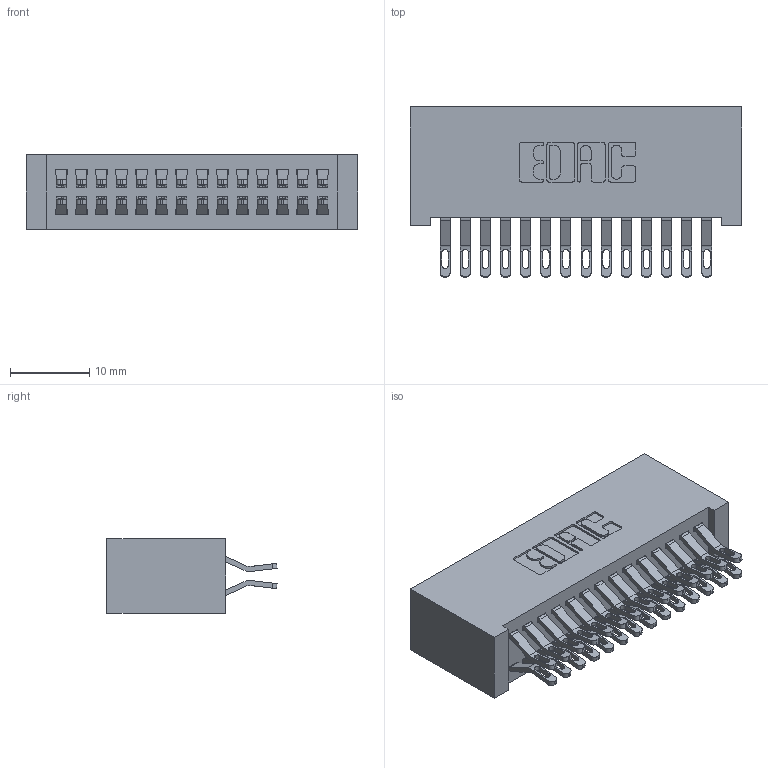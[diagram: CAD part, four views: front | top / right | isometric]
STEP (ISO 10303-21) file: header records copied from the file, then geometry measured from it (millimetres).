
FILE_DESCRIPTION (( 'STEP AP203' ), '1' );
FILE_NAME ('342-028-555-201.STEP', '2018-08-11T14:24:24', ( '' ), ( '' ), 'SwSTEP 2.0', 'SolidWorks 2016', '' );
FILE_SCHEMA (( 'CONFIG_CONTROL_DESIGN' ));
Length unit declared in the file: inch
Products named in the file (3): 342-028-555-201; 342 Part_Lugless; 345-292-001_555 Tail
Assembly tree (29 placements, depth 2):
  342-028-555-201
    342 Part_Lugless
    345-292-001_555 Tail  x28
Bounding box: 41.81 x 21.47 x 9.4 mm (x, y, z)
Volume: 4141.3 mm3; surface area: 6768.2 mm2
Topology: 29 solids, 29 shells, 1726 faces, 5399 edges, 3598 vertices
Faces by surface type: plane 1014, cylinder 712
Entity records: 12545 total; most frequent: CARTESIAN_POINT 2144, ORIENTED_EDGE 2050, DIRECTION 1845, EDGE_CURVE 1025, LINE 885, VECTOR 885, VERTEX_POINT 682, AXIS2_PLACEMENT_3D 480
